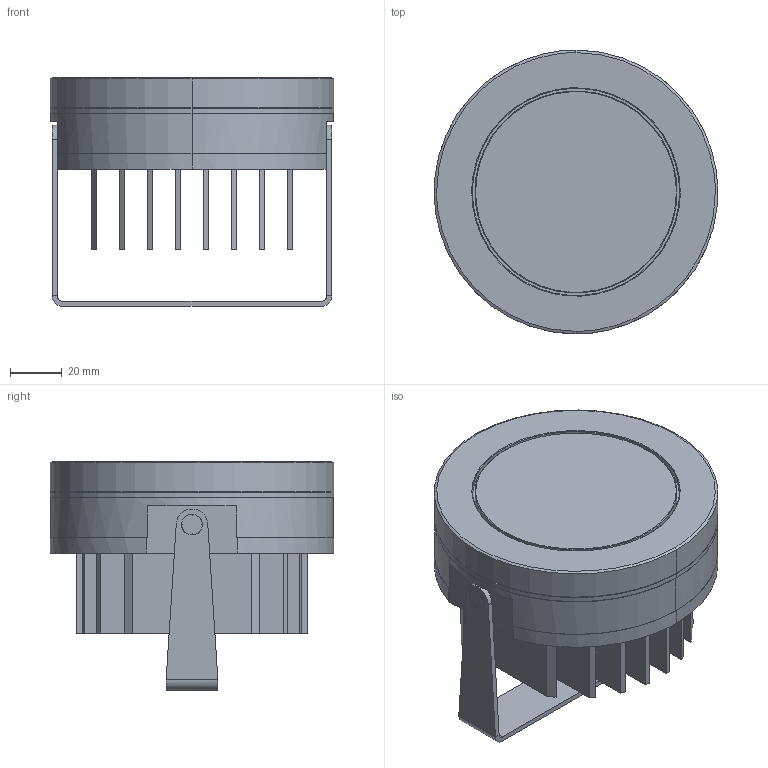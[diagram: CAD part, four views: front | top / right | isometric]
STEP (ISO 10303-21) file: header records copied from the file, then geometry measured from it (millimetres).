
FILE_DESCRIPTION(/* description */ (''),/* implementation_level */ '2;1');
FILE_NAME(/* name */ 'EGO 5 SPOT',/* time_stamp */ '2014-05-22T11:20:45+02:00',/* author */ (''),/* organization */ (''),/* preprocessor_version */ 'ST-DEVELOPER v10',/* originating_system */ '',/* authorisation */ '');
FILE_SCHEMA (('AUTOMOTIVE_DESIGN'));
Length unit declared in the file: millimetre
Products named in the file (1): 1
Bounding box: 109.58 x 109.6 x 88.3 mm (x, y, z)
Volume: 353266.2 mm3; surface area: 103489.6 mm2
Topology: 10 solids, 10 shells, 170 faces, 375 edges, 244 vertices
Faces by surface type: bspline 100, plane 70
Entity records: 4970 total; most frequent: CARTESIAN_POINT 2524, ORIENTED_EDGE 728, EDGE_CURVE 364, VERTEX_POINT 232, EDGE_LOOP 192, B_SPLINE_CURVE_WITH_KNOTS 190, ADVANCED_FACE 170, FACE_OUTER_BOUND 170
